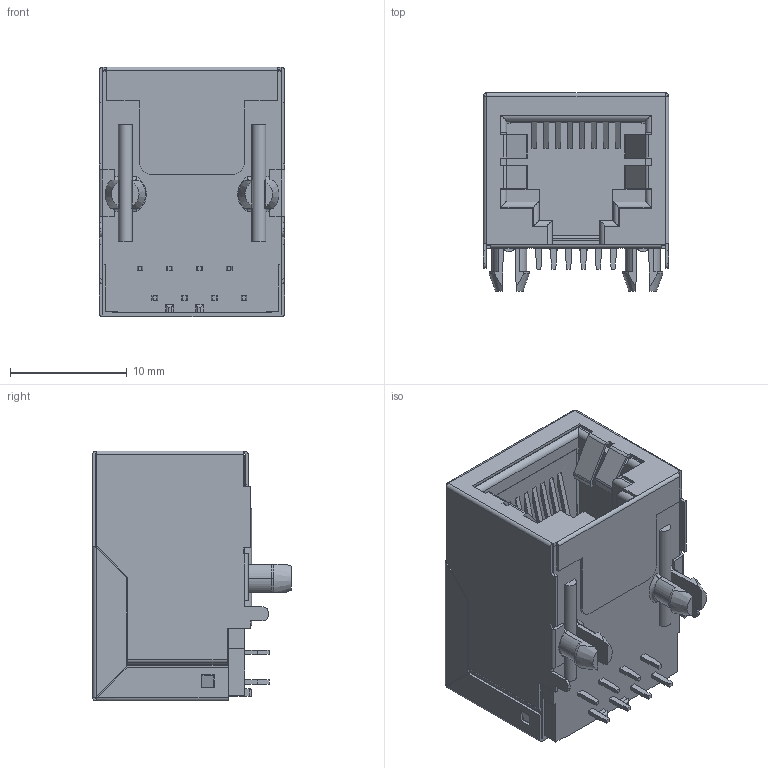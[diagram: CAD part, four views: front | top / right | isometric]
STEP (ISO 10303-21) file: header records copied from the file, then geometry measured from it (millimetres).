
FILE_DESCRIPTION (( 'STEP AP203' ), '1' );
FILE_NAME ('Customer-BB(090)A26-1.STEP', '2020-05-28T12:56:11', ( '' ), ( '' ), 'SwSTEP 2.0', 'SolidWorks 2018', '' );
FILE_SCHEMA (( 'CONFIG_CONTROL_DESIGN' ));
Length unit declared in the file: millimetre
Products named in the file (1): Customer-BB(090)A26-1
Bounding box: 15.88 x 17 x 21.4 mm (x, y, z)
Volume: 3265.4 mm3; surface area: 4475.6 mm2
Topology: 1 solids, 1 shells, 470 faces, 1342 edges, 878 vertices
Faces by surface type: plane 351, cylinder 105, bspline 6, torus 4, cone 4
Entity records: 15425 total; most frequent: CARTESIAN_POINT 3071, ORIENTED_EDGE 2684, DIRECTION 2362, EDGE_CURVE 1342, LINE 1092, VECTOR 1092, VERTEX_POINT 878, AXIS2_PLACEMENT_3D 635
